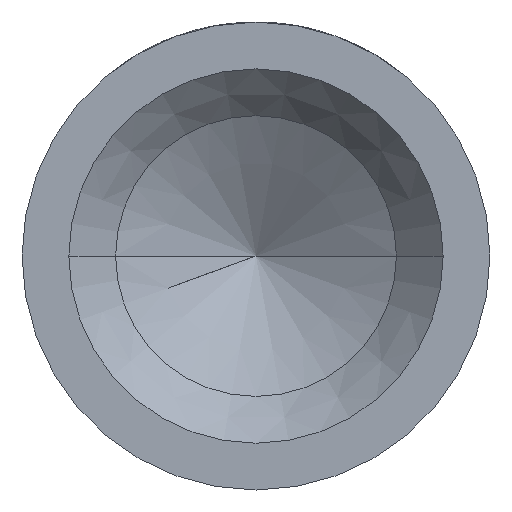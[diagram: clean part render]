
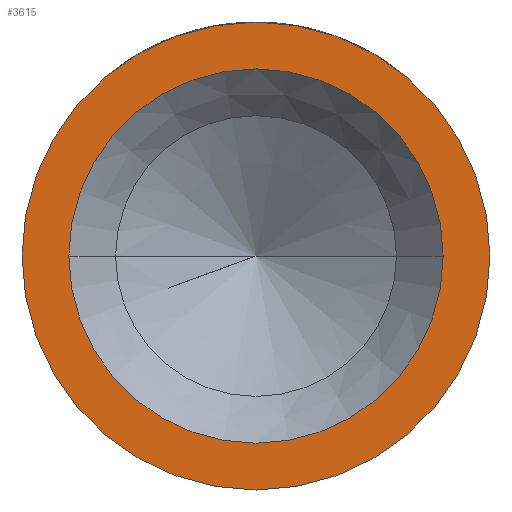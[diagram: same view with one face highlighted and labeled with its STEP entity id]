
A CAD part, front view. The second image highlights one B-rep face of the part: STEP entity #3615.
In plain terms, the highlighted planar face has unit normal (0, -1, 0).
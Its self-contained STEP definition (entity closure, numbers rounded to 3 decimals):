
#60 = CARTESIAN_POINT ( 'NONE',  ( -0.8, -13., 0. ) ) ;
#90 = CARTESIAN_POINT ( 'NONE',  ( 0.8, -13., 0. ) ) ;
#357 = CARTESIAN_POINT ( 'NONE',  ( 0., -13., 0. ) ) ;
#372 = FACE_OUTER_BOUND ( 'NONE', #3851, .T. ) ;
#410 = DIRECTION ( 'NONE',  ( 0., 0., 1. ) ) ;
#514 = AXIS2_PLACEMENT_3D ( 'NONE', #1404, #2044, #410 ) ;
#588 = DIRECTION ( 'NONE',  ( 0., 1., 0. ) ) ;
#599 = DIRECTION ( 'NONE',  ( -1., 0., 0. ) ) ;
#685 = EDGE_CURVE ( 'Defeature ausgef�hrt1_0+Defeature ausgef�hrt1_10+Defeature ausgef�hrt1_10+Defeature ausgef�hrt1_10', #4227, #2787, #2792, .T. ) ;
#782 = AXIS2_PLACEMENT_3D ( 'NONE', #1264, #2288, #951 ) ;
#923 = CARTESIAN_POINT ( 'NONE',  ( 0., -13., 0. ) ) ;
#951 = DIRECTION ( 'NONE',  ( 0., 0., 1. ) ) ;
#962 = PLANE ( 'NONE',  #514 ) ;
#1047 = CIRCLE ( 'NONE', #1214, 1. ) ;
#1214 = AXIS2_PLACEMENT_3D ( 'NONE', #1983, #4007, #3030 ) ;
#1264 = CARTESIAN_POINT ( 'NONE',  ( 0., -13., 0. ) ) ;
#1375 = CARTESIAN_POINT ( 'NONE',  ( 0., -13., 1. ) ) ;
#1404 = CARTESIAN_POINT ( 'NONE',  ( 0., -13., 0. ) ) ;
#1534 = FACE_BOUND ( 'NONE', #2592, .T. ) ;
#1701 = AXIS2_PLACEMENT_3D ( 'NONE', #357, #2709, #2377 ) ;
#1786 = VERTEX_POINT ( 'NONE', #3040 ) ;
#1983 = CARTESIAN_POINT ( 'NONE',  ( 0., -13., 0. ) ) ;
#1999 = EDGE_CURVE ( 'Defeature ausgef�hrt1_2+Defeature ausgef�hrt1_0+Defeature ausgef�hrt1_0+Defeature ausgef�hrt1_0', #1786, #3712, #2861, .T. ) ;
#2044 = DIRECTION ( 'NONE',  ( 0., 1., 0. ) ) ;
#2211 = CIRCLE ( 'NONE', #1701, 0.8 ) ;
#2288 = DIRECTION ( 'NONE',  ( 0., 1., 0. ) ) ;
#2293 = EDGE_CURVE ( 'Defeature ausgef�hrt1_2+Defeature ausgef�hrt1_0+Defeature ausgef�hrt1_0+Defeature ausgef�hrt1_0', #3712, #1786, #1047, .T. ) ;
#2377 = DIRECTION ( 'NONE',  ( -1., 0., 0. ) ) ;
#2533 = ORIENTED_EDGE ( 'NONE', *, *, #685, .T. ) ;
#2592 = EDGE_LOOP ( 'NONE', ( #2708, #2533 ) ) ;
#2708 = ORIENTED_EDGE ( 'NONE', *, *, #3257, .T. ) ;
#2709 = DIRECTION ( 'NONE',  ( 0., 1., 0. ) ) ;
#2787 = VERTEX_POINT ( 'NONE', #90 ) ;
#2792 = CIRCLE ( 'NONE', #3849, 0.8 ) ;
#2861 = CIRCLE ( 'NONE', #782, 1. ) ;
#3030 = DIRECTION ( 'NONE',  ( 0., 0., 1. ) ) ;
#3040 = CARTESIAN_POINT ( 'NONE',  ( 0., -13., -1. ) ) ;
#3081 = ORIENTED_EDGE ( 'NONE', *, *, #1999, .F. ) ;
#3257 = EDGE_CURVE ( 'Defeature ausgef�hrt1_0+Defeature ausgef�hrt1_10+Defeature ausgef�hrt1_10+Defeature ausgef�hrt1_10', #2787, #4227, #2211, .T. ) ;
#3350 = ORIENTED_EDGE ( 'NONE', *, *, #2293, .F. ) ;
#3615 = ADVANCED_FACE ( 'Defeature ausgef�hrt1_0', ( #1534, #372 ), #962, .F. ) ;
#3712 = VERTEX_POINT ( 'NONE', #1375 ) ;
#3849 = AXIS2_PLACEMENT_3D ( 'NONE', #923, #588, #599 ) ;
#3851 = EDGE_LOOP ( 'NONE', ( #3350, #3081 ) ) ;
#4007 = DIRECTION ( 'NONE',  ( 0., 1., 0. ) ) ;
#4227 = VERTEX_POINT ( 'NONE', #60 ) ;
